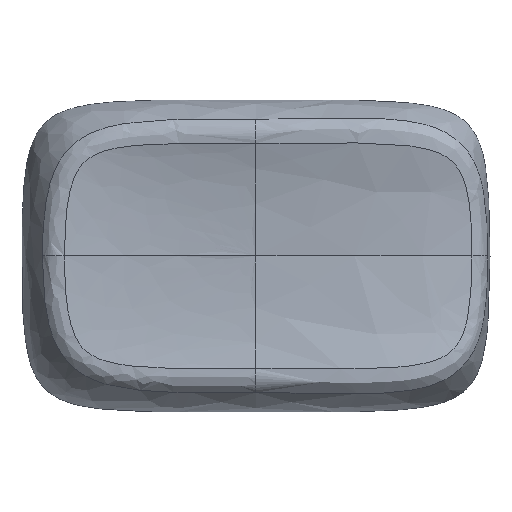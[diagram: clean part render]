
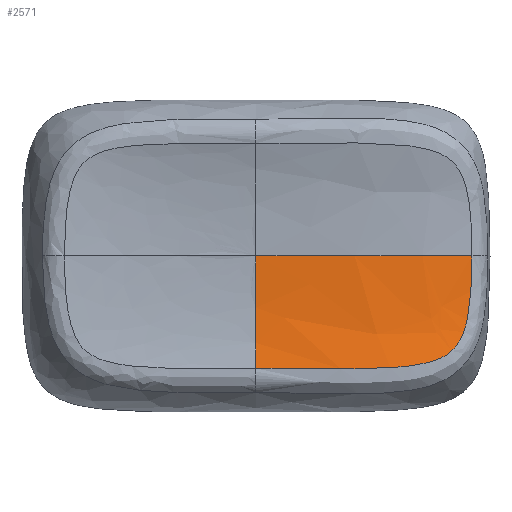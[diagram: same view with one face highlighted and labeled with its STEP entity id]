
A CAD part, top view. The second image highlights one B-rep face of the part: STEP entity #2571.
In plain terms, the highlighted free-form (B-spline) face has degree [3, 3] with [5, 6] control points.
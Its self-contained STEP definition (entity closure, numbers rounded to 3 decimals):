
#15=(
BOUNDED_CURVE()
B_SPLINE_CURVE(5,(#13327,#13328,#13329,#13330,#13331,#13332,#13333,#13334,
#13335,#13336),.UNSPECIFIED.,.F.,.F.)
B_SPLINE_CURVE_WITH_KNOTS((6,1,1,1,1,6),(0.176,0.2,0.4,0.6,
0.8,1.),.UNSPECIFIED.)
CURVE()
GEOMETRIC_REPRESENTATION_ITEM()
RATIONAL_B_SPLINE_CURVE((1.,1.,1.,1.,1.,1.,1.,1.,1.,1.))
REPRESENTATION_ITEM('')
);
#312=FACE_OUTER_BOUND('',#469,.T.);
#469=EDGE_LOOP('',(#2276,#2277,#2278));
#806=B_SPLINE_CURVE_WITH_KNOTS('',3,(#12671,#12672,#12673,#12674,#12675,
#12676,#12677,#12678,#12679,#12680,#12681,#12682,#12683,#12684,#12685,#12686,
#12687),.UNSPECIFIED.,.F.,.F.,(4,1,1,1,1,1,1,1,1,1,2,2,4),(0.,0.251,
0.377,0.44,0.503,0.566,
0.629,0.754,0.88,1.006,
1.257,1.367,1.738),.UNSPECIFIED.);
#825=B_SPLINE_CURVE_WITH_KNOTS('',3,(#13377,#13378,#13379,#13380,#13381,
#13382),.UNSPECIFIED.,.F.,.F.,(4,1,1,4),(0.,0.348,0.58,
0.812),.UNSPECIFIED.);
#1069=VERTEX_POINT('',#12547);
#1070=VERTEX_POINT('',#12651);
#1087=VERTEX_POINT('',#13326);
#1469=EDGE_CURVE('',#1069,#1070,#806,.T.);
#1489=EDGE_CURVE('',#1070,#1087,#15,.T.);
#1491=EDGE_CURVE('',#1087,#1069,#825,.T.);
#2276=ORIENTED_EDGE('',*,*,#1469,.F.);
#2277=ORIENTED_EDGE('',*,*,#1491,.F.);
#2278=ORIENTED_EDGE('',*,*,#1489,.F.);
#2419=B_SPLINE_SURFACE_WITH_KNOTS('',3,3,((#13347,#13348,#13349,#13350,
#13351,#13352),(#13353,#13354,#13355,#13356,#13357,#13358),(#13359,#13360,
#13361,#13362,#13363,#13364),(#13365,#13366,#13367,#13368,#13369,#13370),
(#13371,#13372,#13373,#13374,#13375,#13376)),.UNSPECIFIED.,.F.,.F.,.F.,
(4,1,4),(4,1,1,4),(0.17,0.526,1.),
(0.,0.348,0.58,0.812),
 .UNSPECIFIED.);
#2571=ADVANCED_FACE('',(#312),#2419,.F.);
#12547=CARTESIAN_POINT('',(12.455,0.,3.683));
#12651=CARTESIAN_POINT('',(0.,-6.484,5.536));
#12671=CARTESIAN_POINT('Ctrl Pts',(12.455,0.,
3.683));
#12672=CARTESIAN_POINT('Ctrl Pts',(12.455,-0.821,
3.683));
#12673=CARTESIAN_POINT('Ctrl Pts',(12.424,-2.043,3.717));
#12674=CARTESIAN_POINT('Ctrl Pts',(12.251,-3.426,3.882));
#12675=CARTESIAN_POINT('Ctrl Pts',(12.064,-4.183,4.027));
#12676=CARTESIAN_POINT('Ctrl Pts',(11.854,-4.734,4.168));
#12677=CARTESIAN_POINT('Ctrl Pts',(11.55,-5.23,4.336));
#12678=CARTESIAN_POINT('Ctrl Pts',(10.969,-5.789,4.589));
#12679=CARTESIAN_POINT('Ctrl Pts',(9.979,-6.176,4.877));
#12680=CARTESIAN_POINT('Ctrl Pts',(8.715,-6.377,5.109));
#12681=CARTESIAN_POINT('Ctrl Pts',(7.003,-6.504,5.325));
#12682=CARTESIAN_POINT('Ctrl Pts',(5.716,-6.515,5.409));
#12683=CARTESIAN_POINT('Ctrl Pts',(4.492,-6.503,5.462));
#12684=CARTESIAN_POINT('Ctrl Pts',(4.119,-6.5,5.475));
#12685=CARTESIAN_POINT('Ctrl Pts',(2.496,-6.487,5.523));
#12686=CARTESIAN_POINT('Ctrl Pts',(1.236,-6.484,5.536));
#12687=CARTESIAN_POINT('Ctrl Pts',(0.,-6.484,
5.536));
#13326=CARTESIAN_POINT('',(0.,0.,4.8));
#13327=CARTESIAN_POINT('Ctrl Pts',(0.,-6.484,
5.536));
#13328=CARTESIAN_POINT('Ctrl Pts',(0.,-6.462,
5.529));
#13329=CARTESIAN_POINT('Ctrl Pts',(0.,-6.25,
5.465));
#13330=CARTESIAN_POINT('Ctrl Pts',(0.,-5.83,
5.347));
#13331=CARTESIAN_POINT('Ctrl Pts',(0.,-5.151,
5.184));
#13332=CARTESIAN_POINT('Ctrl Pts',(0.,-4.1,
4.995));
#13333=CARTESIAN_POINT('Ctrl Pts',(0.,-2.767,
4.864));
#13334=CARTESIAN_POINT('Ctrl Pts',(0.,-1.503,
4.812));
#13335=CARTESIAN_POINT('Ctrl Pts',(0.,-0.524,
4.8));
#13336=CARTESIAN_POINT('Ctrl Pts',(0.,0.,
4.8));
#13347=CARTESIAN_POINT('Ctrl Pts',(0.,-6.511,5.544));
#13348=CARTESIAN_POINT('Ctrl Pts',(2.944,-6.511,5.544));
#13349=CARTESIAN_POINT('Ctrl Pts',(6.705,-6.511,5.404));
#13350=CARTESIAN_POINT('Ctrl Pts',(10.289,-6.511,4.959));
#13351=CARTESIAN_POINT('Ctrl Pts',(11.912,-6.511,4.606));
#13352=CARTESIAN_POINT('Ctrl Pts',(12.653,-6.511,4.4));
#13353=CARTESIAN_POINT('Ctrl Pts',(0.,-5.957,
5.374));
#13354=CARTESIAN_POINT('Ctrl Pts',(2.941,-5.957,5.374));
#13355=CARTESIAN_POINT('Ctrl Pts',(6.694,-5.957,5.233));
#13356=CARTESIAN_POINT('Ctrl Pts',(10.262,-5.957,4.79));
#13357=CARTESIAN_POINT('Ctrl Pts',(11.873,-5.957,4.439));
#13358=CARTESIAN_POINT('Ctrl Pts',(12.608,-5.957,4.236));
#13359=CARTESIAN_POINT('Ctrl Pts',(0.,-4.497,
5.004));
#13360=CARTESIAN_POINT('Ctrl Pts',(2.934,-4.497,5.004));
#13361=CARTESIAN_POINT('Ctrl Pts',(6.67,-4.497,4.863));
#13362=CARTESIAN_POINT('Ctrl Pts',(10.203,-4.497,4.424));
#13363=CARTESIAN_POINT('Ctrl Pts',(11.789,-4.497,4.079));
#13364=CARTESIAN_POINT('Ctrl Pts',(12.509,-4.497,3.879));
#13365=CARTESIAN_POINT('Ctrl Pts',(0.,-2.068,
4.8));
#13366=CARTESIAN_POINT('Ctrl Pts',(2.93,-2.068,4.8));
#13367=CARTESIAN_POINT('Ctrl Pts',(6.657,-2.068,4.66));
#13368=CARTESIAN_POINT('Ctrl Pts',(10.17,-2.068,4.223));
#13369=CARTESIAN_POINT('Ctrl Pts',(11.742,-2.068,3.88));
#13370=CARTESIAN_POINT('Ctrl Pts',(12.455,-2.068,3.683));
#13371=CARTESIAN_POINT('Ctrl Pts',(0.,0.,
4.8));
#13372=CARTESIAN_POINT('Ctrl Pts',(2.931,0.,
4.8));
#13373=CARTESIAN_POINT('Ctrl Pts',(6.657,0.,
4.66));
#13374=CARTESIAN_POINT('Ctrl Pts',(10.17,0.,
4.223));
#13375=CARTESIAN_POINT('Ctrl Pts',(11.742,0.,
3.88));
#13376=CARTESIAN_POINT('Ctrl Pts',(12.455,0.,
3.683));
#13377=CARTESIAN_POINT('Ctrl Pts',(0.,0.,
4.8));
#13378=CARTESIAN_POINT('Ctrl Pts',(2.931,0.,
4.8));
#13379=CARTESIAN_POINT('Ctrl Pts',(6.657,0.,
4.66));
#13380=CARTESIAN_POINT('Ctrl Pts',(10.17,0.,
4.223));
#13381=CARTESIAN_POINT('Ctrl Pts',(11.742,0.,
3.88));
#13382=CARTESIAN_POINT('Ctrl Pts',(12.455,0.,
3.683));
